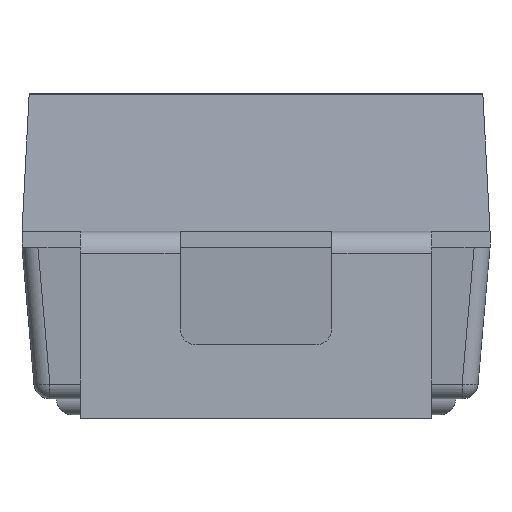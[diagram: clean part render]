
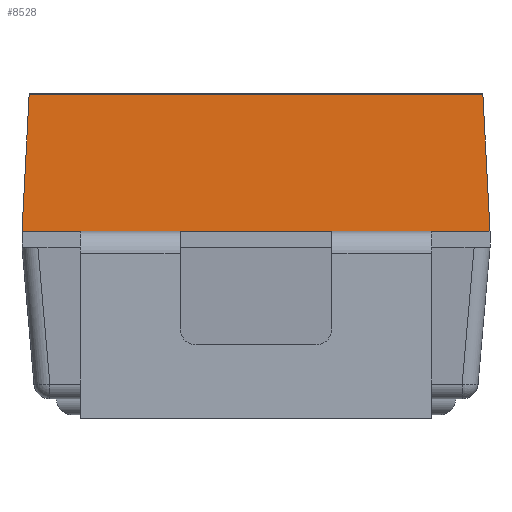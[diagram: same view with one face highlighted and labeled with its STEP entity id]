
A CAD part, left-side view. The second image highlights one B-rep face of the part: STEP entity #8528.
In plain terms, the highlighted planar face has unit normal (-0.999, 0, 0.052).
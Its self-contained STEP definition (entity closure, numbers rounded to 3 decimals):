
#141 = DIRECTION ( 'NONE',  ( 0., -1., 0. ) ) ;
#150 = CARTESIAN_POINT ( 'NONE',  ( -1.7, 1.465, 1.17 ) ) ;
#267 = CARTESIAN_POINT ( 'NONE',  ( -1.7, -1.465, 1.17 ) ) ;
#324 = CARTESIAN_POINT ( 'NONE',  ( -1.7, 1.1, 1.17 ) ) ;
#378 = VERTEX_POINT ( 'NONE', #3506 ) ;
#722 = VERTEX_POINT ( 'NONE', #5068 ) ;
#769 = VERTEX_POINT ( 'NONE', #6724 ) ;
#967 = VECTOR ( 'NONE', #3654, 1000. ) ;
#1127 = CARTESIAN_POINT ( 'NONE',  ( -1.7, -1.465, 1.17 ) ) ;
#1483 = CARTESIAN_POINT ( 'NONE',  ( -1.7, -1.465, 1.17 ) ) ;
#1693 = ORIENTED_EDGE ( 'NONE', *, *, #5926, .F. ) ;
#1705 = EDGE_CURVE ( 'NONE', #378, #7061, #9373, .T. ) ;
#1939 = DIRECTION ( 'NONE',  ( 0., -1., 0. ) ) ;
#1985 = VECTOR ( 'NONE', #4811, 1000. ) ;
#2196 = ORIENTED_EDGE ( 'NONE', *, *, #5501, .T. ) ;
#2285 = PLANE ( 'NONE',  #4622 ) ;
#2315 = DIRECTION ( 'NONE',  ( 0.052, 0., 0.999 ) ) ;
#3076 = CARTESIAN_POINT ( 'NONE',  ( -1.692, 1.457, 1.323 ) ) ;
#3102 = CARTESIAN_POINT ( 'NONE',  ( -1.7, 0.475, 1.17 ) ) ;
#3159 = LINE ( 'NONE', #324, #967 ) ;
#3368 = VECTOR ( 'NONE', #1939, 1000. ) ;
#3376 = VECTOR ( 'NONE', #5159, 1000. ) ;
#3424 = EDGE_CURVE ( 'NONE', #5766, #4455, #5631, .T. ) ;
#3478 = CARTESIAN_POINT ( 'NONE',  ( -1.7, -0.475, 1.17 ) ) ;
#3506 = CARTESIAN_POINT ( 'NONE',  ( -1.7, 1.1, 1.17 ) ) ;
#3640 = LINE ( 'NONE', #4336, #3376 ) ;
#3654 = DIRECTION ( 'NONE',  ( 0., -1., 0. ) ) ;
#3865 = ORIENTED_EDGE ( 'NONE', *, *, #4184, .T. ) ;
#3909 = LINE ( 'NONE', #1127, #8044 ) ;
#3918 = DIRECTION ( 'NONE',  ( -0.052, 0.052, -0.997 ) ) ;
#3966 = CARTESIAN_POINT ( 'NONE',  ( -1.7, 1.1, 1.17 ) ) ;
#3971 = VERTEX_POINT ( 'NONE', #5590 ) ;
#4184 = EDGE_CURVE ( 'NONE', #4455, #378, #5569, .T. ) ;
#4336 = CARTESIAN_POINT ( 'NONE',  ( -1.655, -1.465, 2.03 ) ) ;
#4455 = VERTEX_POINT ( 'NONE', #150 ) ;
#4622 = AXIS2_PLACEMENT_3D ( 'NONE', #1483, #7248, #2315 ) ;
#4806 = VECTOR ( 'NONE', #141, 1000. ) ;
#4811 = DIRECTION ( 'NONE',  ( 0., 1., 0. ) ) ;
#5066 = LINE ( 'NONE', #5928, #4806 ) ;
#5068 = CARTESIAN_POINT ( 'NONE',  ( -1.7, -1.465, 1.17 ) ) ;
#5159 = DIRECTION ( 'NONE',  ( 0., -1., 0. ) ) ;
#5373 = FACE_OUTER_BOUND ( 'NONE', #8092, .T. ) ;
#5501 = EDGE_CURVE ( 'NONE', #8431, #769, #3159, .T. ) ;
#5528 = CARTESIAN_POINT ( 'NONE',  ( -1.655, 1.42, 2.03 ) ) ;
#5569 = LINE ( 'NONE', #267, #3368 ) ;
#5590 = CARTESIAN_POINT ( 'NONE',  ( -1.655, -1.42, 2.03 ) ) ;
#5631 = LINE ( 'NONE', #3076, #10024 ) ;
#5766 = VERTEX_POINT ( 'NONE', #5528 ) ;
#5926 = EDGE_CURVE ( 'NONE', #8431, #7061, #6372, .T. ) ;
#5928 = CARTESIAN_POINT ( 'NONE',  ( -1.7, -1.465, 1.17 ) ) ;
#6319 = EDGE_CURVE ( 'NONE', #3971, #722, #3909, .T. ) ;
#6372 = LINE ( 'NONE', #3102, #1985 ) ;
#6724 = CARTESIAN_POINT ( 'NONE',  ( -1.7, -1.1, 1.17 ) ) ;
#7061 = VERTEX_POINT ( 'NONE', #8960 ) ;
#7248 = DIRECTION ( 'NONE',  ( -0.999, 0., 0.052 ) ) ;
#7296 = EDGE_CURVE ( 'NONE', #769, #722, #5066, .T. ) ;
#7732 = DIRECTION ( 'NONE',  ( -0.052, -0.052, -0.997 ) ) ;
#7976 = ORIENTED_EDGE ( 'NONE', *, *, #7296, .T. ) ;
#8044 = VECTOR ( 'NONE', #7732, 1000. ) ;
#8085 = DIRECTION ( 'NONE',  ( 0., -1., 0. ) ) ;
#8092 = EDGE_LOOP ( 'NONE', ( #3865, #8332, #1693, #2196, #7976, #9838, #9408, #9904 ) ) ;
#8332 = ORIENTED_EDGE ( 'NONE', *, *, #1705, .T. ) ;
#8431 = VERTEX_POINT ( 'NONE', #3478 ) ;
#8528 = ADVANCED_FACE ( 'NONE', ( #5373 ), #2285, .T. ) ;
#8960 = CARTESIAN_POINT ( 'NONE',  ( -1.7, 0.475, 1.17 ) ) ;
#9118 = VECTOR ( 'NONE', #8085, 1000. ) ;
#9373 = LINE ( 'NONE', #3966, #9118 ) ;
#9408 = ORIENTED_EDGE ( 'NONE', *, *, #10147, .F. ) ;
#9838 = ORIENTED_EDGE ( 'NONE', *, *, #6319, .F. ) ;
#9904 = ORIENTED_EDGE ( 'NONE', *, *, #3424, .T. ) ;
#10024 = VECTOR ( 'NONE', #3918, 1000. ) ;
#10147 = EDGE_CURVE ( 'NONE', #5766, #3971, #3640, .T. ) ;
